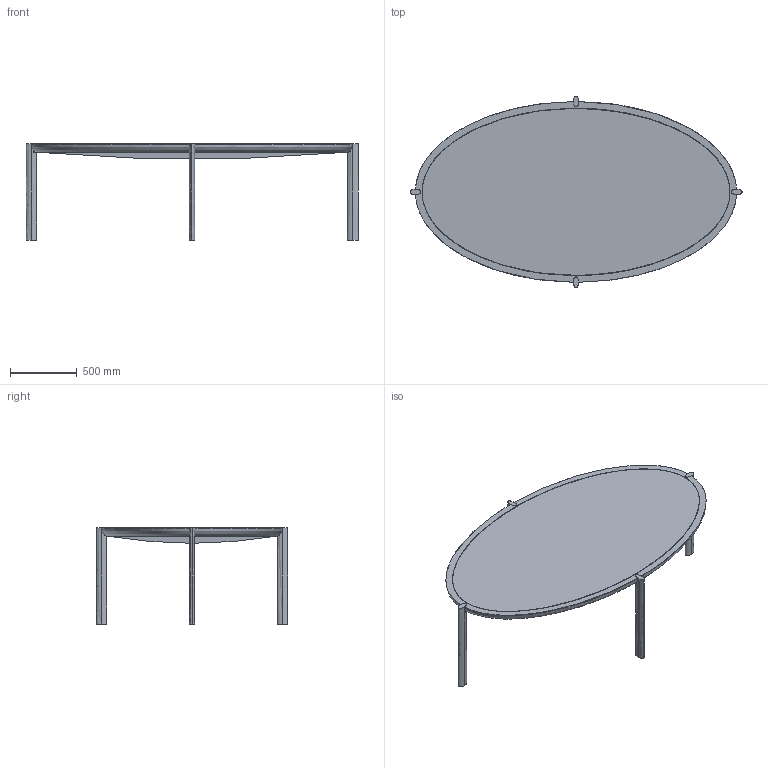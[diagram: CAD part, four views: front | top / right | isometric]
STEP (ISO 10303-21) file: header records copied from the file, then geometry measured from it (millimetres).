
FILE_DESCRIPTION(/* description */ (''),/* implementation_level */ '2;1');
FILE_NAME(/* name */ 'Spoke_CB-327_3D',/* time_stamp */ '2024-03-19T12:58:28+01:00',/* author */ (''),/* organization */ (''),/* preprocessor_version */ 'ST-DEVELOPER v16.5',/* originating_system */ 'Rhino 7.34',/* authorisation */ '');
FILE_SCHEMA (('AUTOMOTIVE_DESIGN'));
Length unit declared in the file: centimetre
Products named in the file (2): Document; Spoke_CB-327
Assembly tree (1 placements, depth 2):
  Document
    Spoke_CB-327
Bounding box: 2480.01 x 1430 x 720 mm (x, y, z)
Surface area: 7348383.7 mm2 (no closed solid volume)
Topology: 0 solids, 62 shells, 162 faces, 546 edges, 447 vertices
Faces by surface type: plane 103, bspline 54, cylinder 5
Entity records: 19300 total; most frequent: CARTESIAN_POINT 15527, ORIENTED_EDGE 756, EDGE_CURVE 548, B_SPLINE_CURVE_WITH_KNOTS 448, VERTEX_POINT 448, EDGE_LOOP 168, ADVANCED_FACE 162, FACE_OUTER_BOUND 162
